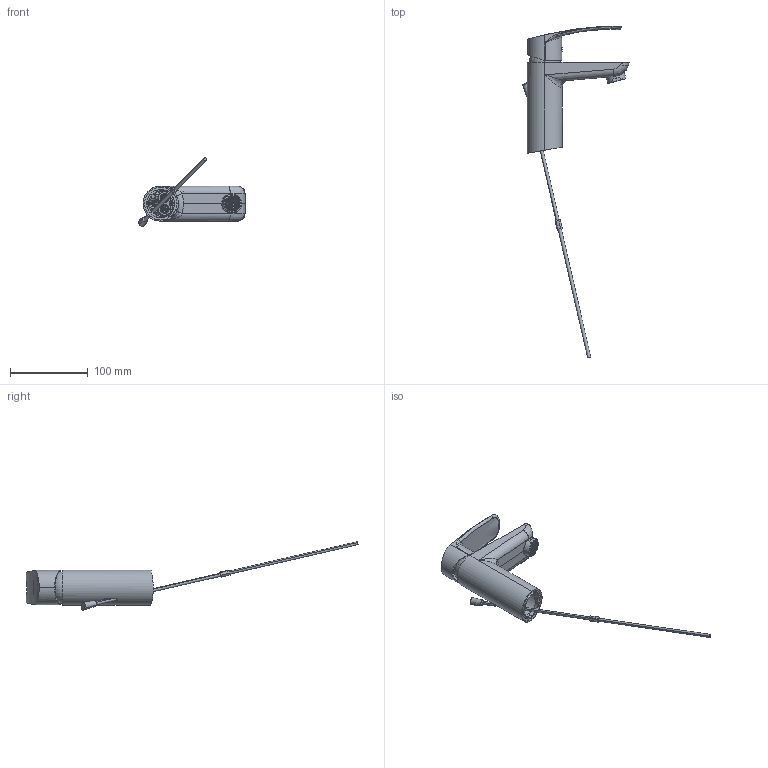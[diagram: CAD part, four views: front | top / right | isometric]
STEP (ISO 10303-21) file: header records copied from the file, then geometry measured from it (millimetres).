
FILE_DESCRIPTION (( 'STEP AP203' ), '1' );
FILE_NAME ('57A308274.STEP', '2023-11-08T06:55:33', ( '' ), ( '' ), 'SwSTEP 2.0', 'SolidWorks 2021', '' );
FILE_SCHEMA (( 'CONFIG_CONTROL_DESIGN' ));
Products named in the file (1): 57A308274
Bounding box: 136.5 x 426.01 x 88.05 mm (x, y, z)
Volume: 104103.8 mm3; surface area: 91001.4 mm2
Topology: 10 solids, 10 shells, 1380 faces, 3736 edges, 2409 vertices
Faces by surface type: plane 955, cylinder 190, bspline 171, cone 54, torus 8, sphere 2
Entity records: 61232 total; most frequent: CARTESIAN_POINT 27861, ORIENTED_EDGE 7430, DIRECTION 5979, EDGE_CURVE 3715, LINE 2679, VECTOR 2679, VERTEX_POINT 2409, AXIS2_PLACEMENT_3D 1650
